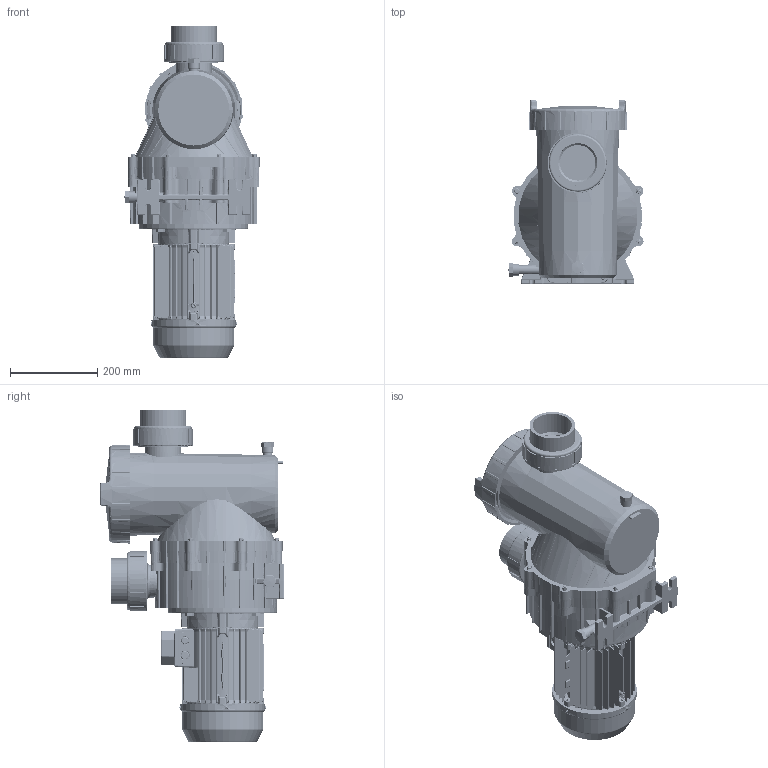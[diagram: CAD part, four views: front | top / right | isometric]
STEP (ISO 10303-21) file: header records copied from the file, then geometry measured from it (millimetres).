
FILE_DESCRIPTION(/* description */ ('Unknown'),/* implementation_level */ '2;1');
FILE_NAME(/* name */ 'SUPRA 300',/* time_stamp */ '2020-06-10T12:04:39+02:00',/* author */ ('Unknown'),/* organization */ ('Unknown'),/* preprocessor_version */ 'ST-DEVELOPER v16.7',/* originating_system */ 'Solid Edge',/* authorisation */ 'Unknown');
FILE_SCHEMA (('AUTOMOTIVE_DESIGN {1 0 10303 214 3 1 1}'));
Products named in the file (1): SUPRA 300
Bounding box: 310 x 421 x 761.99 mm (x, y, z)
Volume: 31459126.5 mm3; surface area: 1533353.1 mm2
Topology: 1 solids, 67 shells, 6591 faces, 16179 edges, 9686 vertices
Faces by surface type: plane 2139, bspline 2050, cylinder 1323, torus 478, cone 429, sphere 172
Full cylindrical faces by diameter (mm): 2.64 x4, 2.85 x1, 3.5 x1, 4 x31, 4.5 x8, 5.459 x8, 6 x16, 6.4 x8, 6.5 x8, 7 x13, 8 x1, 9 x1, 10 x8, 12 x13, 13.5 x4, 20.955 x2, 21 x1, 21.375 x1, 22.6 x1, 27 x3, 30 x1, 81.5 x2, 83 x1, 90.099 x2, 105 x2, 106 x2, 110 x2, 113.03 x4, 132.48 x2, 138 x2
Entity records: 296674 total; most frequent: CARTESIAN_POINT 115128, ORIENTED_EDGE 30560, DIRECTION 23806, EDGE_CURVE 15280, AXIS2_PLACEMENT_3D 9505, VERTEX_POINT 9454, FACE_BOUND 7290, EDGE_LOOP 7275
